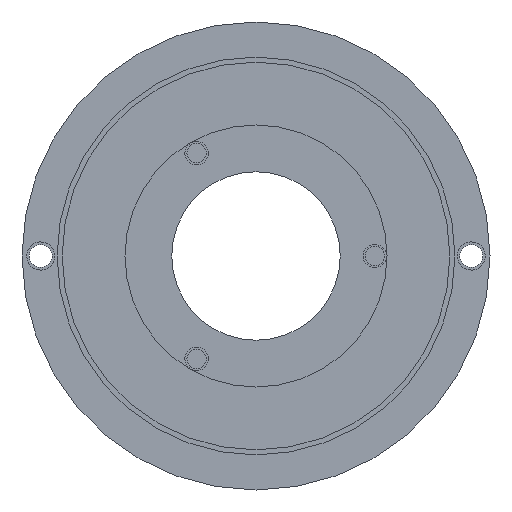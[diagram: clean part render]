
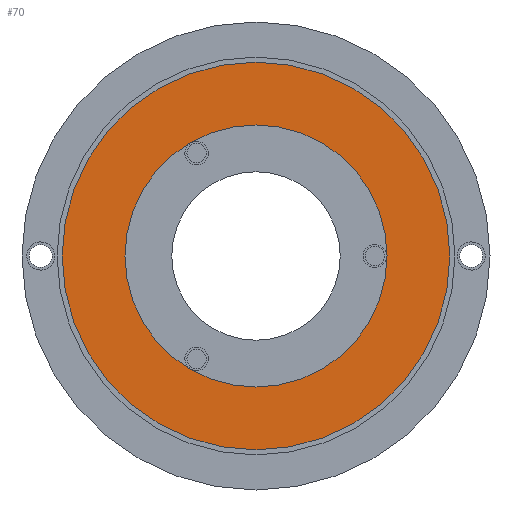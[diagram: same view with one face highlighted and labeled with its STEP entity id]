
A CAD part, front view. The second image highlights one B-rep face of the part: STEP entity #70.
In plain terms, the highlighted planar face has unit normal (0, -1, 0).
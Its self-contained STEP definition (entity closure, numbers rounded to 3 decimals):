
#36=FACE_BOUND('',#151,.F.);
#53=PLANE('',#817);
#70=ADVANCED_FACE('',(#36,#109),#53,.T.);
#109=FACE_OUTER_BOUND('',#152,.F.);
#151=EDGE_LOOP('',(#219,#220));
#152=EDGE_LOOP('',(#221,#222));
#219=ORIENTED_EDGE('',*,*,#551,.T.);
#220=ORIENTED_EDGE('',*,*,#552,.T.);
#221=ORIENTED_EDGE('',*,*,#541,.F.);
#222=ORIENTED_EDGE('',*,*,#542,.F.);
#541=EDGE_CURVE('',#726,#725,#623,.T.);
#542=EDGE_CURVE('',#725,#726,#624,.T.);
#551=EDGE_CURVE('',#718,#717,#631,.T.);
#552=EDGE_CURVE('',#717,#718,#632,.T.);
#623=CIRCLE('',#764,41.418);
#624=CIRCLE('',#765,41.418);
#631=CIRCLE('',#772,28.);
#632=CIRCLE('',#773,28.);
#717=VERTEX_POINT('',#1119);
#718=VERTEX_POINT('',#1120);
#725=VERTEX_POINT('',#1127);
#726=VERTEX_POINT('',#1128);
#764=AXIS2_PLACEMENT_3D('',#1137,#867,#868);
#765=AXIS2_PLACEMENT_3D('',#1138,#869,#870);
#772=AXIS2_PLACEMENT_3D('',#1147,#885,#886);
#773=AXIS2_PLACEMENT_3D('',#1148,#887,#888);
#817=AXIS2_PLACEMENT_3D('',#1270,#997,#998);
#867=DIRECTION('',(0.,-1.,0.));
#868=DIRECTION('',(-0.5,0.,0.866));
#869=DIRECTION('',(0.,-1.,0.));
#870=DIRECTION('',(0.5,0.,-0.866));
#885=DIRECTION('',(0.,-1.,0.));
#886=DIRECTION('',(0.5,0.,-0.866));
#887=DIRECTION('',(0.,-1.,0.));
#888=DIRECTION('',(-0.5,0.,0.866));
#997=DIRECTION('',(0.,-1.,0.));
#998=DIRECTION('',(0.866,0.,0.5));
#1119=CARTESIAN_POINT('',(-14.,1.,24.249));
#1120=CARTESIAN_POINT('',(14.,1.,-24.249));
#1127=CARTESIAN_POINT('',(20.709,1.,-35.869));
#1128=CARTESIAN_POINT('',(-20.709,1.,35.869));
#1137=CARTESIAN_POINT('',(0.,1.,0.));
#1138=CARTESIAN_POINT('',(0.,1.,0.));
#1147=CARTESIAN_POINT('',(0.,1.,0.));
#1148=CARTESIAN_POINT('',(0.,1.,0.));
#1270=CARTESIAN_POINT('',(-18.301,1.,-68.301));
